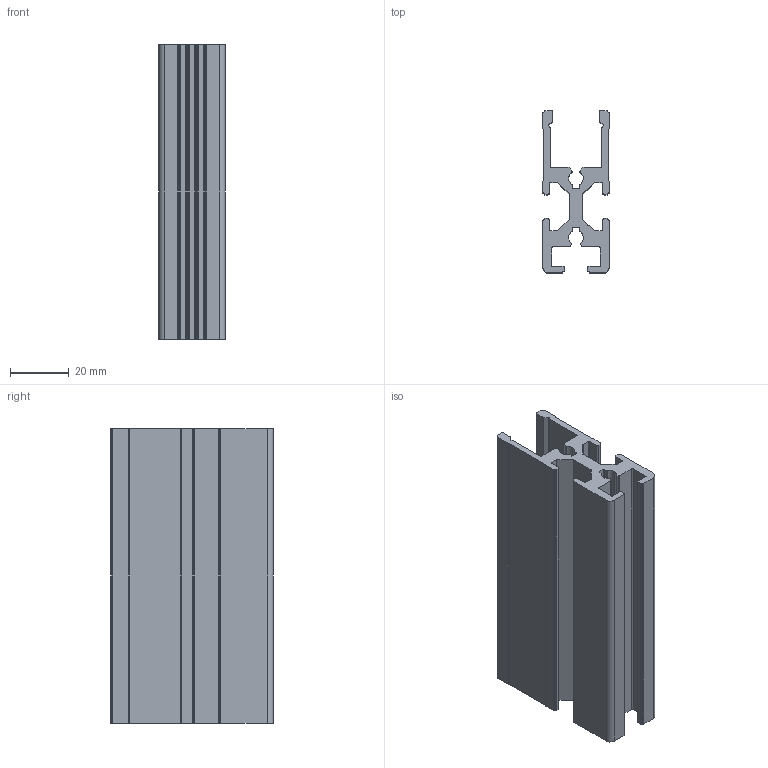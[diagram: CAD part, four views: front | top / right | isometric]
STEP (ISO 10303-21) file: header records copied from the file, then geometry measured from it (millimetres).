
FILE_DESCRIPTION (( 'STEP AP203' ), '1' );
FILE_NAME ('8 225X55.STEP', '2015-12-08T18:56:02', ( '' ), ( '' ), 'SwSTEP 2.0', 'SolidWorks 2015', '' );
FILE_SCHEMA (( 'CONFIG_CONTROL_DESIGN' ));
Length unit declared in the file: millimetre
Products named in the file (1): B8 5522,5
Bounding box: 22.5 x 55 x 100 mm (x, y, z)
Volume: 48310.7 mm3; surface area: 32274.6 mm2
Topology: 1 solids, 1 shells, 163 faces, 483 edges, 322 vertices
Faces by surface type: cylinder 82, plane 81
Entity records: 5578 total; most frequent: DIRECTION 975, CARTESIAN_POINT 969, ORIENTED_EDGE 966, EDGE_CURVE 483, AXIS2_PLACEMENT_3D 328, VERTEX_POINT 322, VECTOR 319, LINE 319
